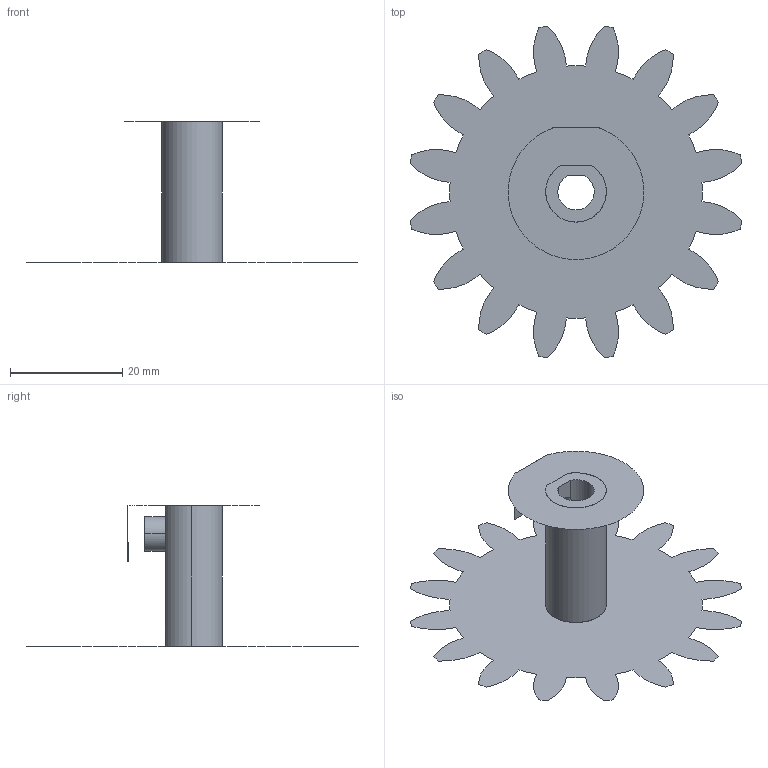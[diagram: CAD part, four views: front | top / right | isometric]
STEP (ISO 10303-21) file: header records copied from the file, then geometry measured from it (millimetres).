
FILE_DESCRIPTION (( 'STEP AP214' ), '1' );
FILE_NAME ('wheel-gear-motor-v2-x2.STEP', '2024-05-11T19:26:15', ( '' ), ( '' ), 'SwSTEP 2.0', 'SolidWorks 2023', '' );
FILE_SCHEMA (( 'AUTOMOTIVE_DESIGN' ));
Length unit declared in the file: millimetre
Products named in the file (1): wheel-gear-motor-v2-x2
Bounding box: 59.14 x 59.14 x 25 mm (x, y, z)
Surface area: 4037 mm2 (no closed solid volume)
Topology: 0 solids, 4 shells, 28 faces, 646 edges, 624 vertices
Faces by surface type: plane 14, cylinder 12, bspline 2
Entity records: 5613 total; most frequent: CARTESIAN_POINT 1474, ORIENTED_EDGE 708, DIRECTION 708, EDGE_CURVE 646, VERTEX_POINT 624, VECTOR 610, LINE 610, AXIS2_PLACEMENT_3D 49
